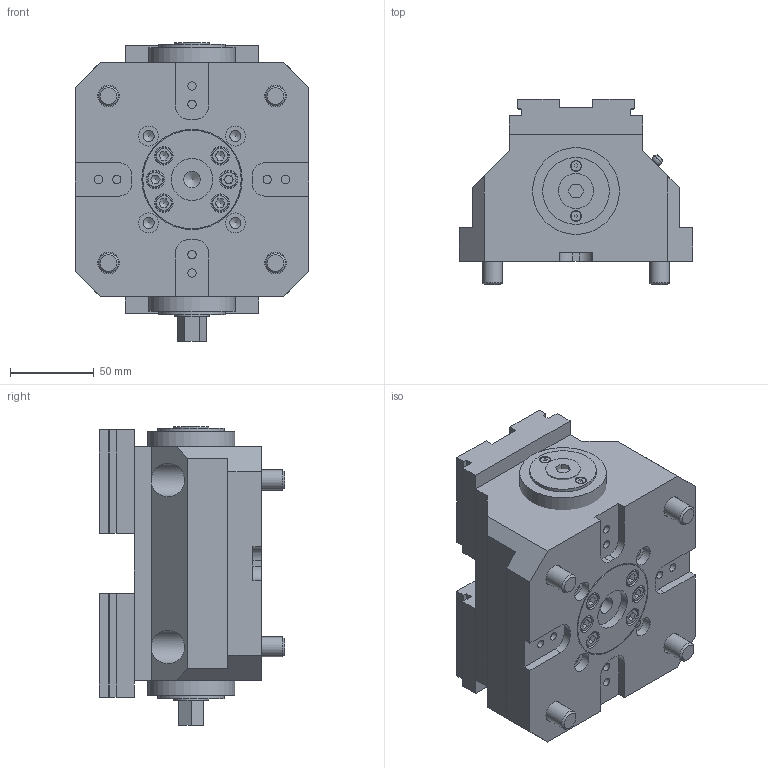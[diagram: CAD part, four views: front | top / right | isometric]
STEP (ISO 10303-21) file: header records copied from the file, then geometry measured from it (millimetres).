
FILE_DESCRIPTION(/* description */ ('Kunde (verstellbar)'),/* implementation_level */ '2;1');
FILE_NAME(/* name */ '220-0140-004_Kunde (verstellbar).stp',/* time_stamp */ '2022-11-18T13:27:15+01:00',/* author */ ('Chiacchiera'),/* organization */ (''),/* preprocessor_version */ 'ST-DEVELOPER v19.2',/* originating_system */ 'Autodesk Inventor 2023',/* authorisation */ '');
FILE_SCHEMA (('AUTOMOTIVE_DESIGN { 1 0 10303 214 3 1 1 }'));
Length unit declared in the file: millimetre
Products named in the file (3): 220-0140-004; 220-0140-004_1; 220-0140-004_2
Assembly tree (3 placements, depth 2):
  220-0140-004
    220-0140-004_1
    220-0140-004_2  x2
Bounding box: 140 x 111 x 179 mm (x, y, z)
Volume: 1614654.1 mm3; surface area: 177100.4 mm2
Topology: 5 solids, 5 shells, 422 faces, 1037 edges, 682 vertices
Faces by surface type: plane 275, cylinder 81, cone 43, torus 22, sphere 1
Full cylindrical faces by diameter (mm): 3 x2, 3.4 x2, 4.917 x8, 6 x4, 6.647 x4, 10 x6, 10.106 x1, 11 x6, 12 x8, 13 x4, 16 x4, 17.5 x2, 18 x8, 20 x5, 21 x2, 25 x1, 40 x2, 52 x2, 59 x1, 60 x1
Entity records: 10471 total; most frequent: CARTESIAN_POINT 1943, DIRECTION 1657, ORIENTED_EDGE 1646, EDGE_CURVE 823, AXIS2_PLACEMENT_3D 590, VERTEX_POINT 552, LINE 477, VECTOR 477
